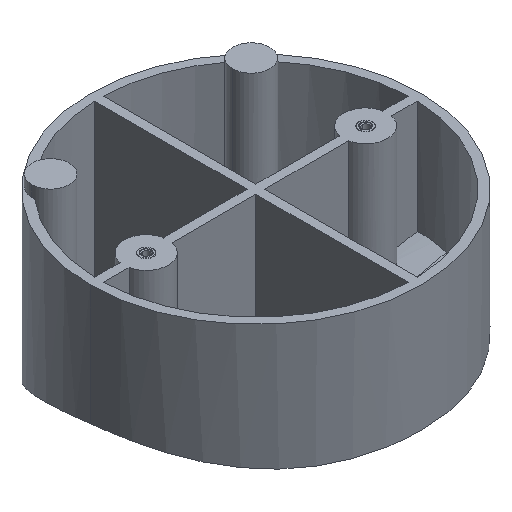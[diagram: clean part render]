
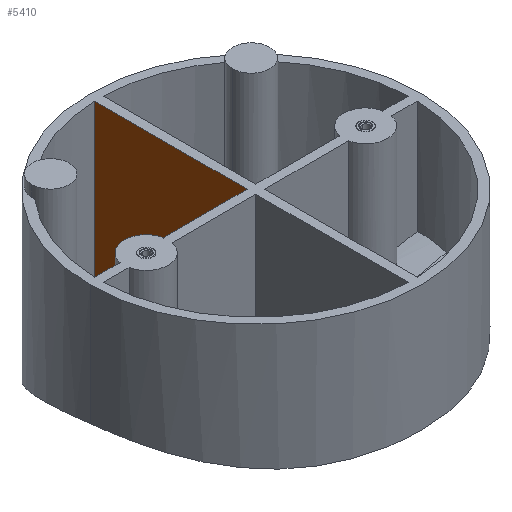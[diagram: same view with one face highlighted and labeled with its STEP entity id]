
A CAD part, isometric view. The second image highlights one B-rep face of the part: STEP entity #5410.
In plain terms, the highlighted planar face has unit normal (-1, 0, 0).
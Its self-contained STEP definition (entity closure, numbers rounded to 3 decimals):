
#359 = VERTEX_POINT ( 'NONE', #16876 ) ;
#1019 = CARTESIAN_POINT ( 'NONE',  ( -2., -153.41, 1216. ) ) ;
#1130 = CARTESIAN_POINT ( 'NONE',  ( -2., -165.007, 1132.13 ) ) ;
#1144 = FACE_OUTER_BOUND ( 'NONE', #23267, .T. ) ;
#1785 = CARTESIAN_POINT ( 'NONE',  ( -2., -216.207, 1157.025 ) ) ;
#2453 = ORIENTED_EDGE ( 'NONE', *, *, #25764, .F. ) ;
#3272 = VERTEX_POINT ( 'NONE', #11056 ) ;
#3809 = CARTESIAN_POINT ( 'NONE',  ( -2., -201.143, 1152.365 ) ) ;
#4182 = CARTESIAN_POINT ( 'NONE',  ( -2., -228.7, 1159.348 ) ) ;
#4242 = CARTESIAN_POINT ( 'NONE',  ( -2., 0., 1216. ) ) ;
#4252 = VECTOR ( 'NONE', #25972, 1000. ) ;
#4746 = PLANE ( 'NONE',  #5980 ) ;
#5410 = ADVANCED_FACE ( 'NONE', ( #1144 ), #4746, .T. ) ;
#5581 = ORIENTED_EDGE ( 'NONE', *, *, #27550, .T. ) ;
#5654 = EDGE_CURVE ( 'NONE', #359, #23318, #12726, .T. ) ;
#5976 = CARTESIAN_POINT ( 'NONE',  ( -2., -162.438, 1216. ) ) ;
#5980 = AXIS2_PLACEMENT_3D ( 'NONE', #1019, #20486, #22545 ) ;
#6155 = CARTESIAN_POINT ( 'NONE',  ( -2., -207.078, 1154.517 ) ) ;
#8170 = ORIENTED_EDGE ( 'NONE', *, *, #11020, .F. ) ;
#8200 = VECTOR ( 'NONE', #17105, 1000. ) ;
#8235 = CARTESIAN_POINT ( 'NONE',  ( -2., -189.567, 1147.128 ) ) ;
#8466 = VERTEX_POINT ( 'NONE', #17743 ) ;
#9818 = CARTESIAN_POINT ( 'NONE',  ( -2., -231.91, 1216. ) ) ;
#9870 = CARTESIAN_POINT ( 'NONE',  ( -2., -175.611, 1139.288 ) ) ;
#10323 = CARTESIAN_POINT ( 'NONE',  ( -2., -231.91, 1159.651 ) ) ;
#10421 = CARTESIAN_POINT ( 'NONE',  ( -2., -183.898, 1144.135 ) ) ;
#11020 = EDGE_CURVE ( 'NONE', #3272, #8466, #13984, .T. ) ;
#11056 = CARTESIAN_POINT ( 'NONE',  ( -2., -162.438, 1216. ) ) ;
#12726 = B_SPLINE_CURVE_WITH_KNOTS ( 'NONE', 3,
 ( #27307, #1130, #16300, #22856, #9870, #18970, #16758, #10421, #14763, #8235, #19060, #3809, #6155, #1785, #19347, #17051, #4182, #10323 ),
 .UNSPECIFIED., .F., .F.,
 ( 4, 2, 2, 2, 2, 2, 2, 2, 4 ),
 ( 0., 0.01, 0.019, 0.024, 0.029, 0.038, 0.058, 0.067, 0.077 ),
 .UNSPECIFIED. ) ;
#13984 = LINE ( 'NONE', #4242, #8200 ) ;
#14763 = CARTESIAN_POINT ( 'NONE',  ( -2., -185.308, 1144.901 ) ) ;
#16300 = CARTESIAN_POINT ( 'NONE',  ( -2., -167.616, 1133.986 ) ) ;
#16758 = CARTESIAN_POINT ( 'NONE',  ( -2., -181.107, 1142.565 ) ) ;
#16876 = CARTESIAN_POINT ( 'NONE',  ( -2., -162.438, 1130.214 ) ) ;
#17051 = CARTESIAN_POINT ( 'NONE',  ( -2., -225.534, 1158.903 ) ) ;
#17105 = DIRECTION ( 'NONE',  ( 0., -1., 0. ) ) ;
#17743 = CARTESIAN_POINT ( 'NONE',  ( -2., -231.91, 1216. ) ) ;
#18631 = DIRECTION ( 'NONE',  ( 0., 0., -1. ) ) ;
#18970 = CARTESIAN_POINT ( 'NONE',  ( -2., -179.724, 1141.76 ) ) ;
#19060 = CARTESIAN_POINT ( 'NONE',  ( -2., -192.436, 1148.515 ) ) ;
#19347 = CARTESIAN_POINT ( 'NONE',  ( -2., -219.288, 1157.74 ) ) ;
#20086 = CARTESIAN_POINT ( 'NONE',  ( -2., -231.91, 1159.651 ) ) ;
#20486 = DIRECTION ( 'NONE',  ( -1., 0., 0. ) ) ;
#21248 = VECTOR ( 'NONE', #18631, 1000. ) ;
#22545 = DIRECTION ( 'NONE',  ( 0., 0., 1. ) ) ;
#22856 = CARTESIAN_POINT ( 'NONE',  ( -2., -172.918, 1137.565 ) ) ;
#23267 = EDGE_LOOP ( 'NONE', ( #5581, #27173, #2453, #8170 ) ) ;
#23318 = VERTEX_POINT ( 'NONE', #20086 ) ;
#25764 = EDGE_CURVE ( 'NONE', #8466, #23318, #27341, .T. ) ;
#25972 = DIRECTION ( 'NONE',  ( 0., 0., -1. ) ) ;
#27173 = ORIENTED_EDGE ( 'NONE', *, *, #5654, .T. ) ;
#27307 = CARTESIAN_POINT ( 'NONE',  ( -2., -162.438, 1130.214 ) ) ;
#27310 = LINE ( 'NONE', #5976, #4252 ) ;
#27341 = LINE ( 'NONE', #9818, #21248 ) ;
#27550 = EDGE_CURVE ( 'NONE', #3272, #359, #27310, .T. ) ;
